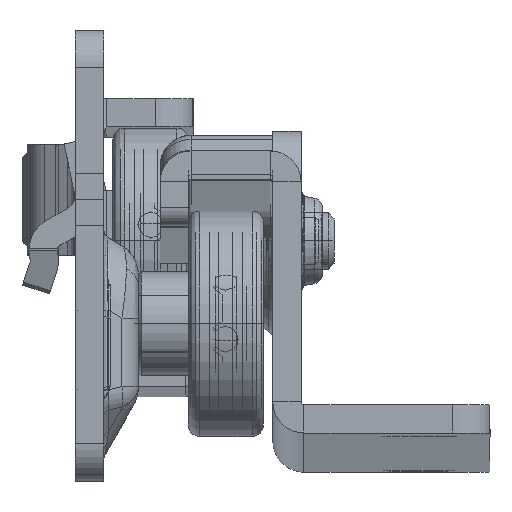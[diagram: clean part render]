
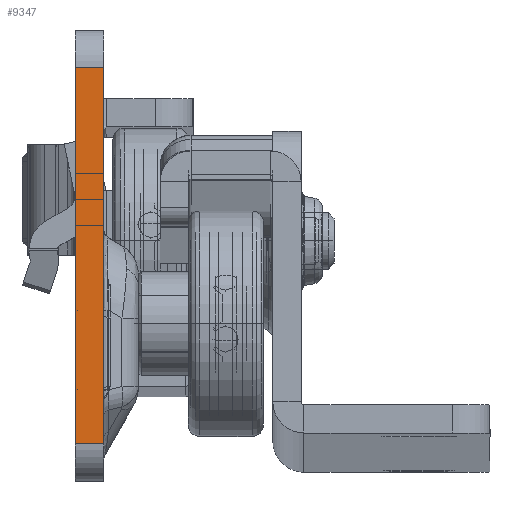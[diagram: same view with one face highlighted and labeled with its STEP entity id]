
A CAD part, top view. The second image highlights one B-rep face of the part: STEP entity #9347.
In plain terms, the highlighted planar face has unit normal (0, 0, 1).
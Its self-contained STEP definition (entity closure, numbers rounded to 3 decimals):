
#1096 = DIRECTION ( 'NONE',  ( 0., -1., 0. ) ) ;
#1605 = CARTESIAN_POINT ( 'NONE',  ( -3., -21.7, 0. ) ) ;
#1791 = DIRECTION ( 'NONE',  ( 0., 0., 1. ) ) ;
#3379 = CARTESIAN_POINT ( 'NONE',  ( 0., -29.094, 0. ) ) ;
#4244 = VERTEX_POINT ( 'NONE', #23835 ) ;
#4514 = CARTESIAN_POINT ( 'NONE',  ( -3., -29.094, 0. ) ) ;
#5370 = FACE_OUTER_BOUND ( 'NONE', #7463, .T. ) ;
#6444 = EDGE_CURVE ( 'NONE', #16827, #4244, #7840, .T. ) ;
#6488 = LINE ( 'NONE', #4514, #14654 ) ;
#7463 = EDGE_LOOP ( 'NONE', ( #15808, #19745, #24527, #10066 ) ) ;
#7840 = LINE ( 'NONE', #16475, #13167 ) ;
#8637 = VECTOR ( 'NONE', #1096, 1000. ) ;
#9347 = ADVANCED_FACE ( 'NONE', ( #5370 ), #14550, .T. ) ;
#10066 = ORIENTED_EDGE ( 'NONE', *, *, #16970, .T. ) ;
#11774 = AXIS2_PLACEMENT_3D ( 'NONE', #23589, #1791, #17061 ) ;
#12319 = EDGE_CURVE ( 'NONE', #4244, #15952, #13995, .T. ) ;
#13167 = VECTOR ( 'NONE', #25151, 1000. ) ;
#13995 = LINE ( 'NONE', #3379, #8637 ) ;
#14027 = VERTEX_POINT ( 'NONE', #1605 ) ;
#14049 = CARTESIAN_POINT ( 'NONE',  ( -122.719, -21.7, 0. ) ) ;
#14550 = PLANE ( 'NONE',  #11774 ) ;
#14654 = VECTOR ( 'NONE', #15406, 1000. ) ;
#15406 = DIRECTION ( 'NONE',  ( 0., -1., 0. ) ) ;
#15808 = ORIENTED_EDGE ( 'NONE', *, *, #12319, .F. ) ;
#15952 = VERTEX_POINT ( 'NONE', #19540 ) ;
#16475 = CARTESIAN_POINT ( 'NONE',  ( -3., 18.3, 0. ) ) ;
#16827 = VERTEX_POINT ( 'NONE', #23940 ) ;
#16970 = EDGE_CURVE ( 'NONE', #14027, #15952, #25071, .T. ) ;
#17061 = DIRECTION ( 'NONE',  ( 1., 0., 0. ) ) ;
#19540 = CARTESIAN_POINT ( 'NONE',  ( 0., -21.7, 0. ) ) ;
#19745 = ORIENTED_EDGE ( 'NONE', *, *, #6444, .F. ) ;
#20366 = DIRECTION ( 'NONE',  ( 1., 0., 0. ) ) ;
#23589 = CARTESIAN_POINT ( 'NONE',  ( -3., -29.094, 0. ) ) ;
#23835 = CARTESIAN_POINT ( 'NONE',  ( 0., 18.3, 0. ) ) ;
#23940 = CARTESIAN_POINT ( 'NONE',  ( -3., 18.3, 0. ) ) ;
#24527 = ORIENTED_EDGE ( 'NONE', *, *, #27788, .T. ) ;
#24766 = VECTOR ( 'NONE', #20366, 1000. ) ;
#25071 = LINE ( 'NONE', #14049, #24766 ) ;
#25151 = DIRECTION ( 'NONE',  ( 1., 0., 0. ) ) ;
#27788 = EDGE_CURVE ( 'NONE', #16827, #14027, #6488, .T. ) ;
